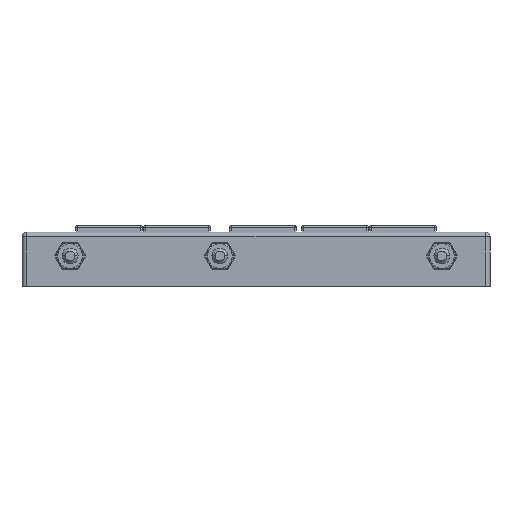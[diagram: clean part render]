
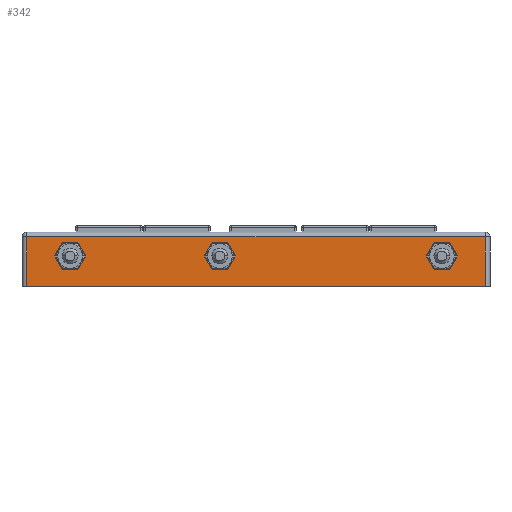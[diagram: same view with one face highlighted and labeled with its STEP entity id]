
A CAD part, front view. The second image highlights one B-rep face of the part: STEP entity #342.
In plain terms, the highlighted planar face has unit normal (0, -1, 0).
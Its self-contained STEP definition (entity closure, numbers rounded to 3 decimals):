
#342=ADVANCED_FACE('NONE',(#1243,#1244,#1245,#1246),#1247,.F.);
#1243=FACE_OUTER_BOUND('',#2825,.T.);
#1244=FACE_BOUND('',#2826,.T.);
#1245=FACE_BOUND('',#2827,.T.);
#1246=FACE_BOUND('',#2828,.T.);
#1247=PLANE('',#2829);
#2825=EDGE_LOOP('',(#5067,#5068,#5069,#5070));
#2826=EDGE_LOOP('',(#5071,#5072,#5073,#5074,#5075,#5076));
#2827=EDGE_LOOP('',(#5077,#5078,#5079,#5080,#5081,#5082));
#2828=EDGE_LOOP('',(#5083,#5084,#5085,#5086,#5087,#5088));
#2829=AXIS2_PLACEMENT_3D('',#5089,#5090,#5091);
#5067=ORIENTED_EDGE('',*,*,#10440,.T.);
#5068=ORIENTED_EDGE('',*,*,#10441,.T.);
#5069=ORIENTED_EDGE('',*,*,#10442,.T.);
#5070=ORIENTED_EDGE('',*,*,#10443,.T.);
#5071=ORIENTED_EDGE('',*,*,#10444,.F.);
#5072=ORIENTED_EDGE('',*,*,#10445,.F.);
#5073=ORIENTED_EDGE('',*,*,#10446,.F.);
#5074=ORIENTED_EDGE('',*,*,#10447,.F.);
#5075=ORIENTED_EDGE('',*,*,#10448,.F.);
#5076=ORIENTED_EDGE('',*,*,#10449,.F.);
#5077=ORIENTED_EDGE('',*,*,#10450,.F.);
#5078=ORIENTED_EDGE('',*,*,#10451,.F.);
#5079=ORIENTED_EDGE('',*,*,#10452,.F.);
#5080=ORIENTED_EDGE('',*,*,#10453,.F.);
#5081=ORIENTED_EDGE('',*,*,#10454,.F.);
#5082=ORIENTED_EDGE('',*,*,#10455,.F.);
#5083=ORIENTED_EDGE('',*,*,#10456,.F.);
#5084=ORIENTED_EDGE('',*,*,#10457,.F.);
#5085=ORIENTED_EDGE('',*,*,#10458,.F.);
#5086=ORIENTED_EDGE('',*,*,#10459,.F.);
#5087=ORIENTED_EDGE('',*,*,#10460,.F.);
#5088=ORIENTED_EDGE('',*,*,#10461,.F.);
#5089=CARTESIAN_POINT('',(-73.5,-41.75,8.5));
#5090=DIRECTION('',(0.,1.0,0.));
#5091=DIRECTION('',(1.0,0.0,0.));
#10440=EDGE_CURVE('NONE',#12492,#12493,#12494,.T.);
#10441=EDGE_CURVE('NONE',#12493,#12495,#12496,.T.);
#10442=EDGE_CURVE('NONE',#12495,#12497,#12498,.T.);
#10443=EDGE_CURVE('NONE',#12497,#12492,#12499,.T.);
#10444=EDGE_CURVE('NONE',#12500,#12501,#12502,.T.);
#10445=EDGE_CURVE('NONE',#12503,#12500,#12504,.T.);
#10446=EDGE_CURVE('NONE',#12505,#12503,#12506,.T.);
#10447=EDGE_CURVE('NONE',#12507,#12505,#12508,.T.);
#10448=EDGE_CURVE('NONE',#12509,#12507,#12510,.T.);
#10449=EDGE_CURVE('NONE',#12501,#12509,#12511,.T.);
#10450=EDGE_CURVE('NONE',#12512,#12513,#12514,.T.);
#10451=EDGE_CURVE('NONE',#12515,#12512,#12516,.T.);
#10452=EDGE_CURVE('NONE',#12517,#12515,#12518,.T.);
#10453=EDGE_CURVE('NONE',#12519,#12517,#12520,.T.);
#10454=EDGE_CURVE('NONE',#12521,#12519,#12522,.T.);
#10455=EDGE_CURVE('NONE',#12513,#12521,#12523,.T.);
#10456=EDGE_CURVE('NONE',#12524,#12525,#12526,.T.);
#10457=EDGE_CURVE('NONE',#12527,#12524,#12528,.T.);
#10458=EDGE_CURVE('NONE',#12529,#12527,#12530,.T.);
#10459=EDGE_CURVE('NONE',#12531,#12529,#12532,.T.);
#10460=EDGE_CURVE('NONE',#12533,#12531,#12534,.T.);
#10461=EDGE_CURVE('NONE',#12525,#12533,#12535,.T.);
#12492=VERTEX_POINT('NONE',#15687);
#12493=VERTEX_POINT('NONE',#15688);
#12494=LINE('',#15689,#15690);
#12495=VERTEX_POINT('NONE',#15691);
#12496=LINE('',#15692,#15693);
#12497=VERTEX_POINT('NONE',#15694);
#12498=LINE('',#15695,#15696);
#12499=LINE('',#15697,#15698);
#12500=VERTEX_POINT('NONE',#15699);
#12501=VERTEX_POINT('NONE',#15700);
#12502=LINE('',#15701,#15702);
#12503=VERTEX_POINT('NONE',#15703);
#12504=LINE('',#15704,#15705);
#12505=VERTEX_POINT('NONE',#15706);
#12506=LINE('',#15707,#15708);
#12507=VERTEX_POINT('NONE',#15709);
#12508=LINE('',#15710,#15711);
#12509=VERTEX_POINT('NONE',#15712);
#12510=LINE('',#15713,#15714);
#12511=LINE('',#15715,#15716);
#12512=VERTEX_POINT('NONE',#15717);
#12513=VERTEX_POINT('NONE',#15718);
#12514=LINE('',#15719,#15720);
#12515=VERTEX_POINT('NONE',#15721);
#12516=LINE('',#15722,#15723);
#12517=VERTEX_POINT('NONE',#15724);
#12518=LINE('',#15725,#15726);
#12519=VERTEX_POINT('NONE',#15727);
#12520=LINE('',#15728,#15729);
#12521=VERTEX_POINT('NONE',#15730);
#12522=LINE('',#15731,#15732);
#12523=LINE('',#15733,#15734);
#12524=VERTEX_POINT('NONE',#15735);
#12525=VERTEX_POINT('NONE',#15736);
#12526=LINE('',#15737,#15738);
#12527=VERTEX_POINT('NONE',#15739);
#12528=LINE('',#15740,#15741);
#12529=VERTEX_POINT('NONE',#15742);
#12530=LINE('',#15743,#15744);
#12531=VERTEX_POINT('NONE',#15745);
#12532=LINE('',#15746,#15747);
#12533=VERTEX_POINT('NONE',#15748);
#12534=LINE('',#15749,#15750);
#12535=LINE('',#15751,#15752);
#15687=CARTESIAN_POINT('',(-72.0,-41.75,-8.5));
#15688=CARTESIAN_POINT('',(72.0,-41.75,-8.5));
#15689=CARTESIAN_POINT('',(-73.5,-41.75,-8.5));
#15690=VECTOR('',#20022,1000.0);
#15691=CARTESIAN_POINT('',(72.0,-41.75,7.0));
#15692=CARTESIAN_POINT('',(72.0,-41.75,8.5));
#15693=VECTOR('',#20023,1000.0);
#15694=CARTESIAN_POINT('',(-72.0,-41.75,7.0));
#15695=CARTESIAN_POINT('',(-73.5,-41.75,7.0));
#15696=VECTOR('',#20024,1000.0);
#15697=CARTESIAN_POINT('',(-72.0,-41.75,8.5));
#15698=VECTOR('',#20025,1000.0);
#15699=CARTESIAN_POINT('',(60.854,-41.75,-3.25));
#15700=CARTESIAN_POINT('',(63.307,-41.75,1.));
#15701=CARTESIAN_POINT('',(60.854,-41.75,-3.25));
#15702=VECTOR('',#20026,1000.0);
#15703=CARTESIAN_POINT('',(55.946,-41.75,-3.25));
#15704=CARTESIAN_POINT('',(55.946,-41.75,-3.25));
#15705=VECTOR('',#20027,1000.0);
#15706=CARTESIAN_POINT('',(53.493,-41.75,1.0));
#15707=CARTESIAN_POINT('',(53.493,-41.75,1.0));
#15708=VECTOR('',#20028,1000.0);
#15709=CARTESIAN_POINT('',(55.946,-41.75,5.25));
#15710=CARTESIAN_POINT('',(55.946,-41.75,5.25));
#15711=VECTOR('',#20029,1000.0);
#15712=CARTESIAN_POINT('',(60.854,-41.75,5.25));
#15713=CARTESIAN_POINT('',(60.854,-41.75,5.25));
#15714=VECTOR('',#20030,1000.0);
#15715=CARTESIAN_POINT('',(63.307,-41.75,1.));
#15716=VECTOR('',#20031,1000.0);
#15717=CARTESIAN_POINT('',(-8.896,-41.75,-3.25));
#15718=CARTESIAN_POINT('',(-6.443,-41.75,1.0));
#15719=CARTESIAN_POINT('',(-8.896,-41.75,-3.25));
#15720=VECTOR('',#20032,1000.0);
#15721=CARTESIAN_POINT('',(-13.804,-41.75,-3.25));
#15722=CARTESIAN_POINT('',(-13.804,-41.75,-3.25));
#15723=VECTOR('',#20033,1000.0);
#15724=CARTESIAN_POINT('',(-16.257,-41.75,1.));
#15725=CARTESIAN_POINT('',(-16.257,-41.75,1.));
#15726=VECTOR('',#20034,1000.0);
#15727=CARTESIAN_POINT('',(-13.804,-41.75,5.25));
#15728=CARTESIAN_POINT('',(-13.804,-41.75,5.25));
#15729=VECTOR('',#20035,1000.0);
#15730=CARTESIAN_POINT('',(-8.896,-41.75,5.25));
#15731=CARTESIAN_POINT('',(-8.896,-41.75,5.25));
#15732=VECTOR('',#20036,1000.0);
#15733=CARTESIAN_POINT('',(-6.443,-41.75,1.0));
#15734=VECTOR('',#20037,1000.0);
#15735=CARTESIAN_POINT('',(-55.946,-41.75,-3.25));
#15736=CARTESIAN_POINT('',(-53.493,-41.75,1.));
#15737=CARTESIAN_POINT('',(-55.946,-41.75,-3.25));
#15738=VECTOR('',#20038,1000.0);
#15739=CARTESIAN_POINT('',(-60.854,-41.75,-3.25));
#15740=CARTESIAN_POINT('',(-60.854,-41.75,-3.25));
#15741=VECTOR('',#20039,1000.0);
#15742=CARTESIAN_POINT('',(-63.307,-41.75,1.));
#15743=CARTESIAN_POINT('',(-63.307,-41.75,1.));
#15744=VECTOR('',#20040,1000.0);
#15745=CARTESIAN_POINT('',(-60.854,-41.75,5.25));
#15746=CARTESIAN_POINT('',(-60.854,-41.75,5.25));
#15747=VECTOR('',#20041,1000.0);
#15748=CARTESIAN_POINT('',(-55.946,-41.75,5.25));
#15749=CARTESIAN_POINT('',(-55.946,-41.75,5.25));
#15750=VECTOR('',#20042,1000.0);
#15751=CARTESIAN_POINT('',(-53.493,-41.75,1.));
#15752=VECTOR('',#20043,1000.0);
#20022=DIRECTION('',(1.0,0.,0.0));
#20023=DIRECTION('',(-0.0,-0.0,1.0));
#20024=DIRECTION('',(-1.0,0.,-0.0));
#20025=DIRECTION('',(0.0,0.0,-1.0));
#20026=DIRECTION('',(0.5,0.0,0.866));
#20027=DIRECTION('',(1.0,0.0,0.));
#20028=DIRECTION('',(0.5,0.0,-0.866));
#20029=DIRECTION('',(-0.5,0.0,-0.866));
#20030=DIRECTION('',(-1.0,0.0,0.0));
#20031=DIRECTION('',(-0.5,0.0,0.866));
#20032=DIRECTION('',(0.5,0.0,0.866));
#20033=DIRECTION('',(1.0,0.0,0.));
#20034=DIRECTION('',(0.5,0.0,-0.866));
#20035=DIRECTION('',(-0.5,0.0,-0.866));
#20036=DIRECTION('',(-1.0,0.0,0.0));
#20037=DIRECTION('',(-0.5,0.0,0.866));
#20038=DIRECTION('',(0.5,0.0,0.866));
#20039=DIRECTION('',(1.0,0.0,0.));
#20040=DIRECTION('',(0.5,0.0,-0.866));
#20041=DIRECTION('',(-0.5,0.0,-0.866));
#20042=DIRECTION('',(-1.0,0.0,0.0));
#20043=DIRECTION('',(-0.5,0.0,0.866));
